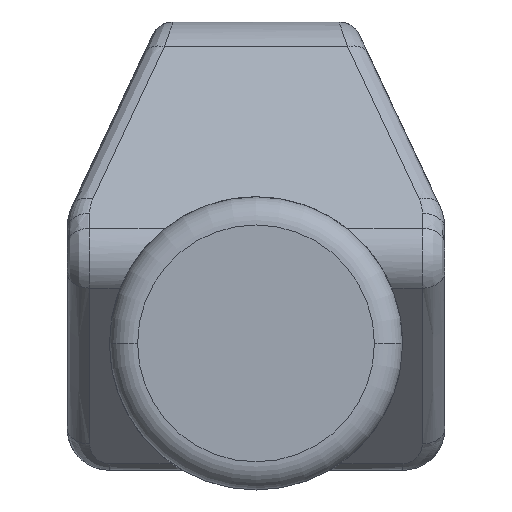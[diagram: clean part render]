
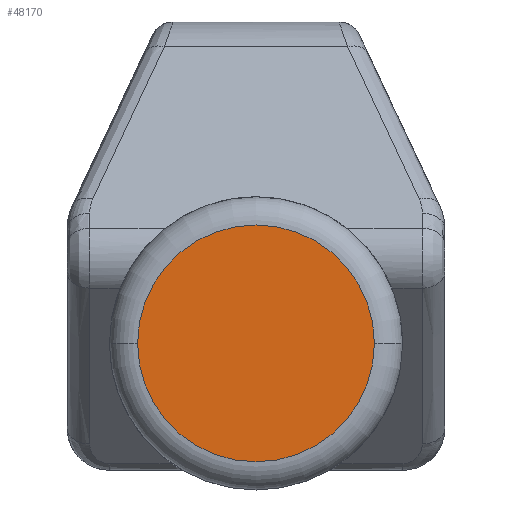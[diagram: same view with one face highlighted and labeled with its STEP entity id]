
A CAD part, front view. The second image highlights one B-rep face of the part: STEP entity #48170.
In plain terms, the highlighted planar face has unit normal (0, -1, 0).
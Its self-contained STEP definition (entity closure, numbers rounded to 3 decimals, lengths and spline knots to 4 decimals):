
#47970=CARTESIAN_POINT('',(-0.687,-29.5,-1.3939));
#47980=DIRECTION('',(0.,1.,-0.));
#47990=DIRECTION('',(-1.,0.,0.));
#48000=AXIS2_PLACEMENT_3D('',#47970,#47980,#47990);
#48010=PLANE('',#48000);
#48020=CARTESIAN_POINT('',(0.,-29.5,-0.3
));
#48030=DIRECTION('',(0.,1.,0.));
#48040=DIRECTION('',(-1.,0.,0.));
#48050=AXIS2_PLACEMENT_3D('',#48020,#48030,#48040);
#48060=CIRCLE('',#48050,4.2);
#48070=CARTESIAN_POINT('',(-4.2,-29.5,-0.3));
#48080=VERTEX_POINT('',#48070);
#48090=CARTESIAN_POINT('',(4.2,-29.5,-0.3));
#48100=VERTEX_POINT('',#48090);
#48110=EDGE_CURVE('',#48080,#48100,#48060,.T.);
#48120=ORIENTED_EDGE('',*,*,#48110,.F.);
#48130=EDGE_CURVE('',#48100,#48080,#48060,.T.);
#48140=ORIENTED_EDGE('',*,*,#48130,.F.);
#48150=EDGE_LOOP('',(#48140,#48120));
#48160=FACE_OUTER_BOUND('',#48150,.T.);
#48170=ADVANCED_FACE('',(#48160),#48010,.F.);
